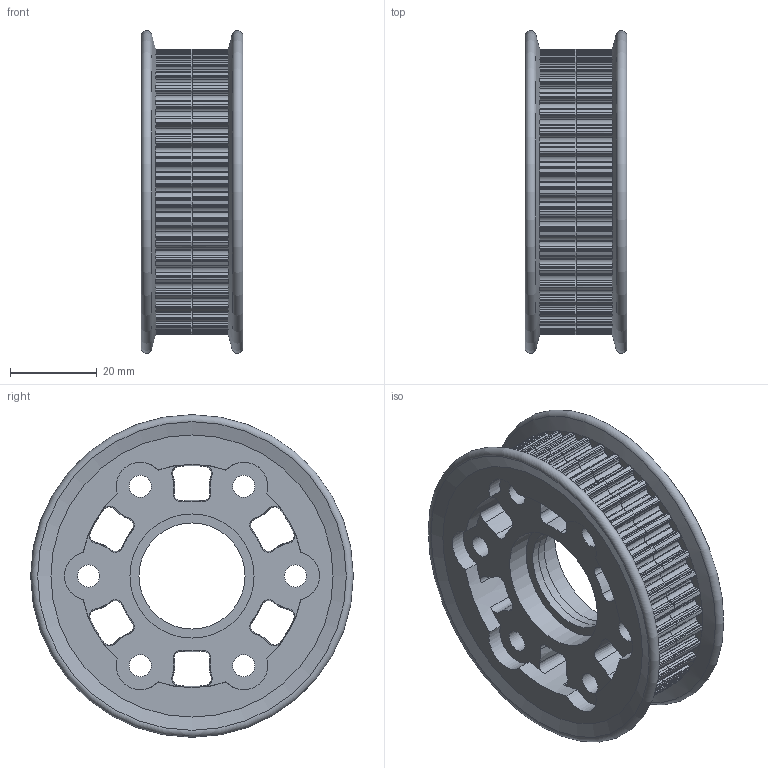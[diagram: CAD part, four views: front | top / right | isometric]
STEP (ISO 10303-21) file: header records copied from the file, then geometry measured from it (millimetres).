
FILE_DESCRIPTION(/* description */ (''),/* implementation_level */ '2;1');
FILE_NAME(/* name */ '42 HTD Pulley 500 Hex Hub.iam.step',/* time_stamp */ '2015-01-02T19:29:44-08:00',/* author */ ('Philip'),/* organization */ (''),/* preprocessor_version */ 'ST-DEVELOPER v15.6',/* originating_system */ 'Autodesk Inventor 2015',/* authorisation */ '');
FILE_SCHEMA (('AUTOMOTIVE_DESIGN { 1 0 10303 214 3 1 1 }'));
Length unit declared in the file: inch
Products named in the file (3): 42 tooth HTD Pulley half 2014; 42 - 2014 tooth pulley assembly; 42 HTD Pulley 500 Hex Hub
Assembly tree (3 placements, depth 3):
  42 HTD Pulley 500 Hex Hub
    42 - 2014 tooth pulley assembly
      42 tooth HTD Pulley half 2014  x2
Bounding box: 23.46 x 74.22 x 74.22 mm (x, y, z)
Volume: 42113.8 mm3; surface area: 25973.9 mm2
Topology: 2 solids, 2 shells, 1658 faces, 4802 edges, 3144 vertices
Faces by surface type: cylinder 1292, plane 264, cone 100, torus 2
Full cylindrical faces by diameter (mm): 5.08 x12, 8.255 x2, 8.306 x2, 24.409 x2, 28.575 x2
Entity records: 28222 total; most frequent: DIRECTION 5640, CARTESIAN_POINT 4793, ORIENTED_EDGE 4774, AXIS2_PLACEMENT_3D 2418, EDGE_CURVE 2387, CIRCLE 1583, VERTEX_POINT 1571, EDGE_LOOP 866
